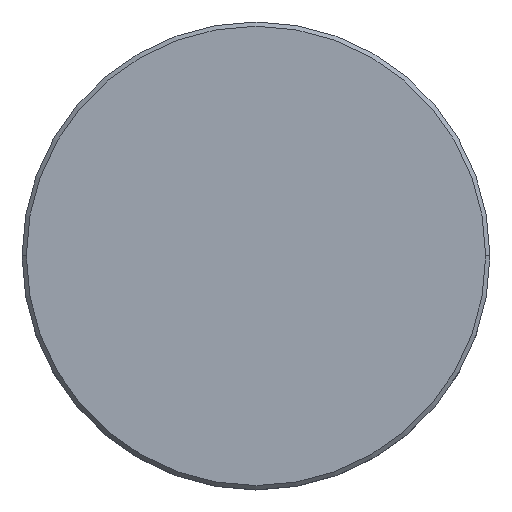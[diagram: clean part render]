
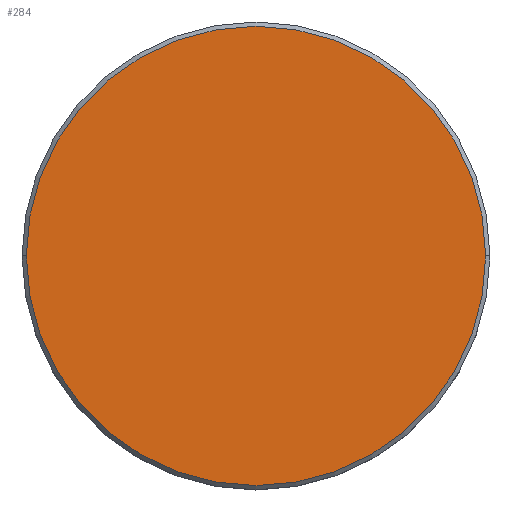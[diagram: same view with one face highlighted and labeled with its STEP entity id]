
A CAD part, top view. The second image highlights one B-rep face of the part: STEP entity #284.
In plain terms, the highlighted planar face has unit normal (0, 0, 1).
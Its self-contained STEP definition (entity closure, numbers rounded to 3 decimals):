
#54 = CARTESIAN_POINT ( 'NONE',  ( 0., 0., 0. ) ) ;
#69 = AXIS2_PLACEMENT_3D ( 'NONE', #193, #521, #251 ) ;
#98 = FACE_OUTER_BOUND ( 'NONE', #542, .T. ) ;
#193 = CARTESIAN_POINT ( 'NONE',  ( 0., 0., 0. ) ) ;
#211 = ORIENTED_EDGE ( 'NONE', *, *, #298, .T. ) ;
#223 = CARTESIAN_POINT ( 'NONE',  ( 27., 0., 0. ) ) ;
#251 = DIRECTION ( 'NONE',  ( 1., 0., 0. ) ) ;
#284 = ADVANCED_FACE ( 'NONE', ( #98 ), #287, .T. ) ;
#287 = PLANE ( 'NONE',  #518 ) ;
#292 = CARTESIAN_POINT ( 'NONE',  ( 0., 0., 0. ) ) ;
#298 = EDGE_CURVE ( 'NONE', #598, #441, #500, .T. ) ;
#327 = EDGE_CURVE ( 'NONE', #441, #598, #583, .T. ) ;
#351 = AXIS2_PLACEMENT_3D ( 'NONE', #292, #517, #582 ) ;
#352 = CARTESIAN_POINT ( 'NONE',  ( -27., 0., 0. ) ) ;
#441 = VERTEX_POINT ( 'NONE', #352 ) ;
#500 = CIRCLE ( 'NONE', #69, 27. ) ;
#517 = DIRECTION ( 'NONE',  ( 0., 0., 1. ) ) ;
#518 = AXIS2_PLACEMENT_3D ( 'NONE', #54, #524, #573 ) ;
#521 = DIRECTION ( 'NONE',  ( 0., 0., 1. ) ) ;
#524 = DIRECTION ( 'NONE',  ( 0., 0., 1. ) ) ;
#542 = EDGE_LOOP ( 'NONE', ( #549, #211 ) ) ;
#549 = ORIENTED_EDGE ( 'NONE', *, *, #327, .T. ) ;
#573 = DIRECTION ( 'NONE',  ( 1., 0., 0. ) ) ;
#582 = DIRECTION ( 'NONE',  ( 1., 0., 0. ) ) ;
#583 = CIRCLE ( 'NONE', #351, 27. ) ;
#598 = VERTEX_POINT ( 'NONE', #223 ) ;
